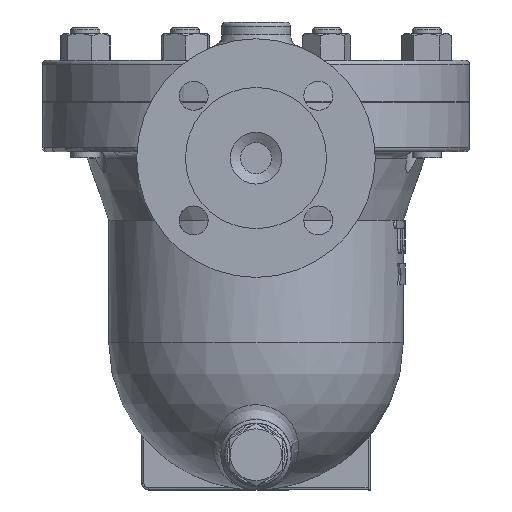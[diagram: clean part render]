
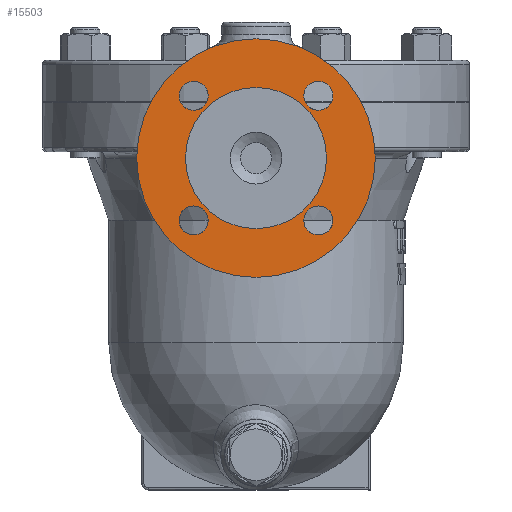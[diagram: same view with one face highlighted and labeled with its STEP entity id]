
A CAD part, left-side view. The second image highlights one B-rep face of the part: STEP entity #15503.
In plain terms, the highlighted planar face has unit normal (-1, 0, 0).
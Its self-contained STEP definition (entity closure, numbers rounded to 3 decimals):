
#15428=CARTESIAN_POINT('',(-182.5,0.0,31.));
#15429=VERTEX_POINT('',#15428);
#15430=CARTESIAN_POINT('',(-182.5,0.0,-3.));
#15431=DIRECTION('',(-1.0,0.0,0.0));
#15432=DIRECTION('',(0.0,0.0,1.0));
#15433=AXIS2_PLACEMENT_3D('',#15430,#15431,#15432);
#15434=CIRCLE('',#15433,34.0);
#15435=EDGE_CURVE('',#15429,#15429,#15434,.T.);
#15440=CARTESIAN_POINT('',(-182.5,0.0,42.75));
#15441=DIRECTION('',(-1.0,0.0,0.0));
#15442=DIRECTION('',(0.0,0.0,1.0));
#15443=AXIS2_PLACEMENT_3D('',#15440,#15441,#15442);
#15444=PLANE('',#15443);
#15445=CARTESIAN_POINT('',(-182.5,0.0,54.5));
#15446=VERTEX_POINT('',#15445);
#15447=CARTESIAN_POINT('',(-182.5,0.0,-3.));
#15448=DIRECTION('',(-1.0,0.0,0.0));
#15449=DIRECTION('',(0.0,0.0,1.0));
#15450=AXIS2_PLACEMENT_3D('',#15447,#15448,#15449);
#15451=CIRCLE('',#15450,57.5);
#15452=EDGE_CURVE('',#15446,#15446,#15451,.T.);
#15453=ORIENTED_EDGE('',*,*,#15452,.T.);
#15454=EDGE_LOOP('',(#15453));
#15455=FACE_OUTER_BOUND('',#15454,.T.);
#15456=CARTESIAN_POINT('',(-182.5,-30.052,34.052));
#15457=VERTEX_POINT('',#15456);
#15458=CARTESIAN_POINT('',(-182.5,-30.052,27.052));
#15459=DIRECTION('',(1.0,0.0,0.0));
#15460=DIRECTION('',(0.0,0.0,-1.0));
#15461=AXIS2_PLACEMENT_3D('',#15458,#15459,#15460);
#15462=CIRCLE('',#15461,7.);
#15463=EDGE_CURVE('',#15457,#15457,#15462,.T.);
#15464=ORIENTED_EDGE('',*,*,#15463,.T.);
#15465=EDGE_LOOP('',(#15464));
#15466=FACE_BOUND('',#15465,.T.);
#15467=CARTESIAN_POINT('',(-182.5,-30.052,-26.052));
#15468=VERTEX_POINT('',#15467);
#15469=CARTESIAN_POINT('',(-182.5,-30.052,-33.052));
#15470=DIRECTION('',(1.0,0.0,0.0));
#15471=DIRECTION('',(0.0,0.0,-1.0));
#15472=AXIS2_PLACEMENT_3D('',#15469,#15470,#15471);
#15473=CIRCLE('',#15472,7.);
#15474=EDGE_CURVE('',#15468,#15468,#15473,.T.);
#15475=ORIENTED_EDGE('',*,*,#15474,.T.);
#15476=EDGE_LOOP('',(#15475));
#15477=FACE_BOUND('',#15476,.T.);
#15478=CARTESIAN_POINT('',(-182.5,30.052,-26.052));
#15479=VERTEX_POINT('',#15478);
#15480=CARTESIAN_POINT('',(-182.5,30.052,-33.052));
#15481=DIRECTION('',(1.0,0.0,0.0));
#15482=DIRECTION('',(0.0,0.0,-1.0));
#15483=AXIS2_PLACEMENT_3D('',#15480,#15481,#15482);
#15484=CIRCLE('',#15483,7.);
#15485=EDGE_CURVE('',#15479,#15479,#15484,.T.);
#15486=ORIENTED_EDGE('',*,*,#15485,.T.);
#15487=EDGE_LOOP('',(#15486));
#15488=FACE_BOUND('',#15487,.T.);
#15489=CARTESIAN_POINT('',(-182.5,30.052,34.052));
#15490=VERTEX_POINT('',#15489);
#15491=CARTESIAN_POINT('',(-182.5,30.052,27.052));
#15492=DIRECTION('',(1.0,0.0,0.0));
#15493=DIRECTION('',(0.0,0.0,-1.0));
#15494=AXIS2_PLACEMENT_3D('',#15491,#15492,#15493);
#15495=CIRCLE('',#15494,7.);
#15496=EDGE_CURVE('',#15490,#15490,#15495,.T.);
#15497=ORIENTED_EDGE('',*,*,#15496,.T.);
#15498=EDGE_LOOP('',(#15497));
#15499=FACE_BOUND('',#15498,.T.);
#15500=ORIENTED_EDGE('',*,*,#15435,.F.);
#15501=EDGE_LOOP('',(#15500));
#15502=FACE_BOUND('',#15501,.T.);
#15503=ADVANCED_FACE('',(#15455,#15466,#15477,#15488,#15499,#15502),#15444,.T.);
